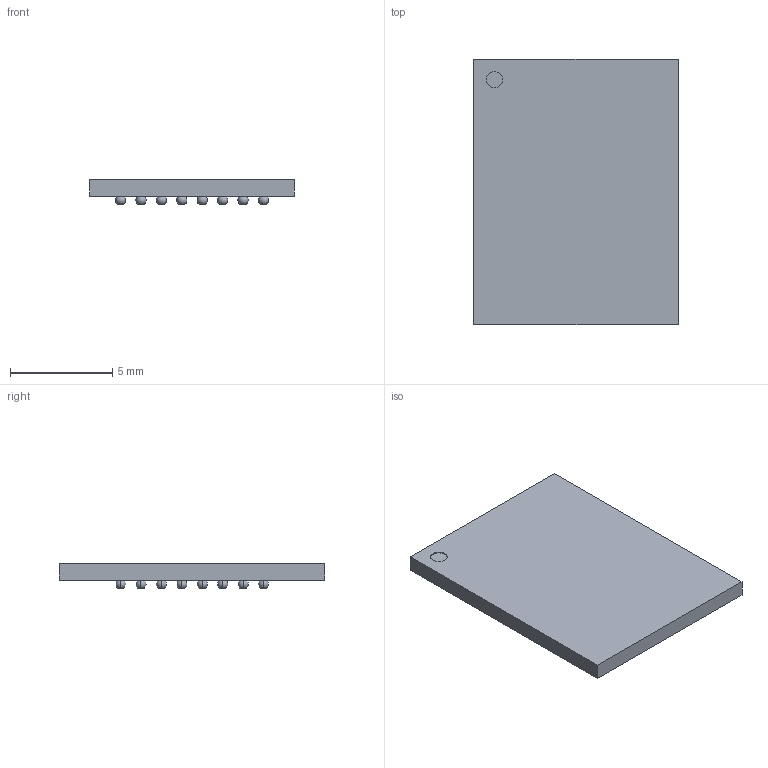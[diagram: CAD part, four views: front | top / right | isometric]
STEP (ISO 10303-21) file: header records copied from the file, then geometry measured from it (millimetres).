
FILE_DESCRIPTION((''),'2;1');
FILE_NAME('BGA64C100P8X8_1000X1300X120.stp','2014-11-05T15:27:25',(''),(''),'Mechanical Desktop 2011','Mechanical Desktop 2011',', , ');
FILE_SCHEMA(('AUTOMOTIVE_DESIGN { 1 2 10303 214 1 1 1 1 }'));
Length unit declared in the file: millimetre
Products named in the file (1): Product
Bounding box: 10 x 13 x 1.2 mm (x, y, z)
Volume: 107.9 mm3; surface area: 346.2 mm2
Topology: 65 solids, 65 shells, 265 faces, 530 edges, 396 vertices
Faces by surface type: plane 135, sphere 128, cylinder 2
Entity records: 7392 total; most frequent: DIRECTION 1578, CARTESIAN_POINT 1192, ORIENTED_EDGE 1060, AXIS2_PLACEMENT_3D 782, EDGE_CURVE 530, CIRCLE 516, VERTEX_POINT 396, EDGE_LOOP 266
